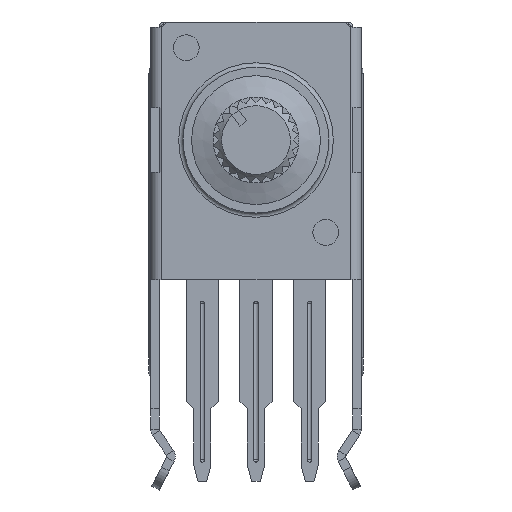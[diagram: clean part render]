
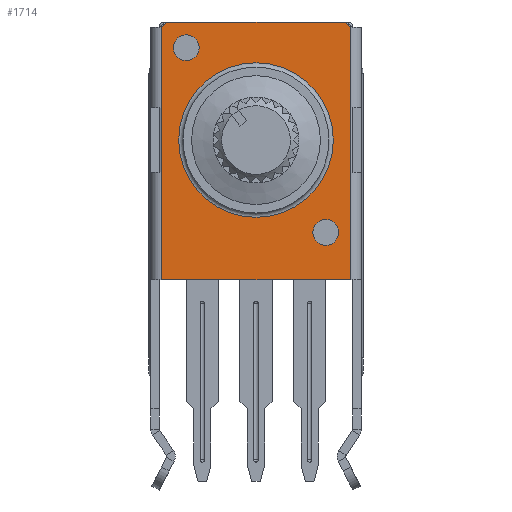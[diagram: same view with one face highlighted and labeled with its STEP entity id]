
A CAD part, front view. The second image highlights one B-rep face of the part: STEP entity #1714.
In plain terms, the highlighted planar face has unit normal (0, -1, 0).
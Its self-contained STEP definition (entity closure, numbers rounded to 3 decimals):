
#1714=ADVANCED_FACE('',(#5332,#5334,#5336,#5338),#5340,.T.);
#5332=FACE_BOUND('',#5333,.T.);
#5333=EDGE_LOOP('',(#8094,#8095,#8096,#8097,#8098,#8099,#8100,#8101,#8102,#8103));
#5334=FACE_BOUND('',#5335,.T.);
#5335=EDGE_LOOP('',(#8104));
#5336=FACE_BOUND('',#5337,.T.);
#5337=EDGE_LOOP('',(#8105));
#5338=FACE_BOUND('',#5339,.T.);
#5339=EDGE_LOOP('',(#8106));
#5340=PLANE('',#5341);
#5341=AXIS2_PLACEMENT_3D('',#5342,#5343,#5344);
#5342=CARTESIAN_POINT('',(0.,-3.7,0.));
#5343=DIRECTION('',(0.,-1.,0.));
#5344=DIRECTION('',(1.,0.,0.));
#8094=ORIENTED_EDGE('',*,*,#9587,.T.);
#8095=ORIENTED_EDGE('',*,*,#9627,.T.);
#8096=ORIENTED_EDGE('',*,*,#9585,.T.);
#8097=ORIENTED_EDGE('',*,*,#9577,.T.);
#8098=ORIENTED_EDGE('',*,*,#9586,.T.);
#8099=ORIENTED_EDGE('',*,*,#9576,.T.);
#8100=ORIENTED_EDGE('',*,*,#9598,.T.);
#8101=ORIENTED_EDGE('',*,*,#9596,.T.);
#8102=ORIENTED_EDGE('',*,*,#9594,.T.);
#8103=ORIENTED_EDGE('',*,*,#9628,.T.);
#8104=ORIENTED_EDGE('',*,*,#9602,.T.);
#8105=ORIENTED_EDGE('',*,*,#9603,.T.);
#8106=ORIENTED_EDGE('',*,*,#9629,.F.);
#9576=EDGE_CURVE('',#10772,#10775,#10818,.T.);
#9577=EDGE_CURVE('',#10746,#10749,#10819,.T.);
#9585=EDGE_CURVE('',#10828,#10746,#10830,.T.);
#9586=EDGE_CURVE('',#10749,#10772,#10831,.F.);
#9587=EDGE_CURVE('',#10832,#10833,#10834,.F.);
#9594=EDGE_CURVE('',#10844,#10842,#10845,.T.);
#9596=EDGE_CURVE('',#10847,#10844,#10848,.T.);
#9598=EDGE_CURVE('',#10775,#10847,#10850,.T.);
#9602=EDGE_CURVE('',#10856,#10856,#10857,.F.);
#9603=EDGE_CURVE('',#10858,#10858,#10859,.F.);
#9627=EDGE_CURVE('',#10833,#10828,#10894,.T.);
#9628=EDGE_CURVE('',#10842,#10832,#10895,.T.);
#9629=EDGE_CURVE('',#10896,#10896,#10897,.T.);
#10746=VERTEX_POINT('',#13146);
#10749=VERTEX_POINT('',#13154);
#10772=VERTEX_POINT('',#13207);
#10775=VERTEX_POINT('',#13215);
#10818=LINE('',#13321,#13322);
#10819=LINE('',#13324,#13325);
#10828=VERTEX_POINT('',#13353);
#10830=LINE('',#13357,#13358);
#10831=LINE('',#13360,#13361);
#10832=VERTEX_POINT('',#13363);
#10833=VERTEX_POINT('',#13364);
#10834=LINE('',#13365,#13366);
#10842=VERTEX_POINT('',#13387);
#10844=VERTEX_POINT('',#13391);
#10845=LINE('',#13392,#13393);
#10847=VERTEX_POINT('',#13398);
#10848=LINE('',#13399,#13400);
#10850=LINE('',#13405,#13406);
#10856=VERTEX_POINT('',#13421);
#10857=CIRCLE('',#13422,0.6);
#10858=VERTEX_POINT('',#13426);
#10859=CIRCLE('',#13427,0.6);
#10894=LINE('',#13521,#13522);
#10895=LINE('',#13524,#13525);
#10896=VERTEX_POINT('',#13527);
#10897=CIRCLE('',#13528,3.6);
#13146=CARTESIAN_POINT('',(4.4,-3.7,6.));
#13154=CARTESIAN_POINT('',(4.4,-3.7,11.));
#13207=CARTESIAN_POINT('',(4.4,-3.7,14.));
#13215=CARTESIAN_POINT('',(4.4,-3.7,17.75));
#13321=CARTESIAN_POINT('',(4.4,-3.7,14.));
#13322=VECTOR('',#13323,1.);
#13323=DIRECTION('',(0.,0.,1.));
#13324=CARTESIAN_POINT('',(4.4,-3.7,6.));
#13325=VECTOR('',#13326,1.);
#13326=DIRECTION('',(0.,0.,1.));
#13353=CARTESIAN_POINT('',(-4.4,-3.7,6.));
#13357=CARTESIAN_POINT('',(-4.4,-3.7,6.));
#13358=VECTOR('',#13359,1.);
#13359=DIRECTION('',(1.,0.,0.));
#13360=CARTESIAN_POINT('',(4.4,-3.7,14.));
#13361=VECTOR('',#13362,1.);
#13362=DIRECTION('',(0.,0.,-1.));
#13363=CARTESIAN_POINT('',(-4.4,-3.7,14.));
#13364=CARTESIAN_POINT('',(-4.4,-3.7,11.));
#13365=CARTESIAN_POINT('',(-4.4,-3.7,11.));
#13366=VECTOR('',#13367,1.);
#13367=DIRECTION('',(0.,0.,1.));
#13387=CARTESIAN_POINT('',(-4.4,-3.7,17.75));
#13391=CARTESIAN_POINT('',(-4.15,-3.7,18.));
#13392=CARTESIAN_POINT('',(-4.15,-3.7,18.));
#13393=VECTOR('',#13394,1.);
#13394=DIRECTION('',(-0.707,0.,-0.707));
#13398=CARTESIAN_POINT('',(4.15,-3.7,18.));
#13399=CARTESIAN_POINT('',(4.15,-3.7,18.));
#13400=VECTOR('',#13401,1.);
#13401=DIRECTION('',(-1.,0.,0.));
#13405=CARTESIAN_POINT('',(4.4,-3.7,17.75));
#13406=VECTOR('',#13407,1.);
#13407=DIRECTION('',(-0.707,0.,0.707));
#13421=CARTESIAN_POINT('',(-2.65,-3.7,16.8));
#13422=AXIS2_PLACEMENT_3D('',#13423,#13424,#13425);
#13423=CARTESIAN_POINT('',(-3.25,-3.7,16.8));
#13424=DIRECTION('',(0.,-1.,0.));
#13425=DIRECTION('',(1.,0.,0.));
#13426=CARTESIAN_POINT('',(3.85,-3.7,8.2));
#13427=AXIS2_PLACEMENT_3D('',#13428,#13429,#13430);
#13428=CARTESIAN_POINT('',(3.25,-3.7,8.2));
#13429=DIRECTION('',(0.,-1.,0.));
#13430=DIRECTION('',(1.,0.,0.));
#13521=CARTESIAN_POINT('',(-4.4,-3.7,11.));
#13522=VECTOR('',#13523,1.);
#13523=DIRECTION('',(0.,0.,-1.));
#13524=CARTESIAN_POINT('',(-4.4,-3.7,17.75));
#13525=VECTOR('',#13526,1.);
#13526=DIRECTION('',(0.,0.,-1.));
#13527=CARTESIAN_POINT('',(3.6,-3.7,12.5));
#13528=AXIS2_PLACEMENT_3D('',#13529,#13530,#13531);
#13529=CARTESIAN_POINT('',(0.,-3.7,12.5));
#13530=DIRECTION('',(0.,-1.,0.));
#13531=DIRECTION('',(1.,0.,0.));
